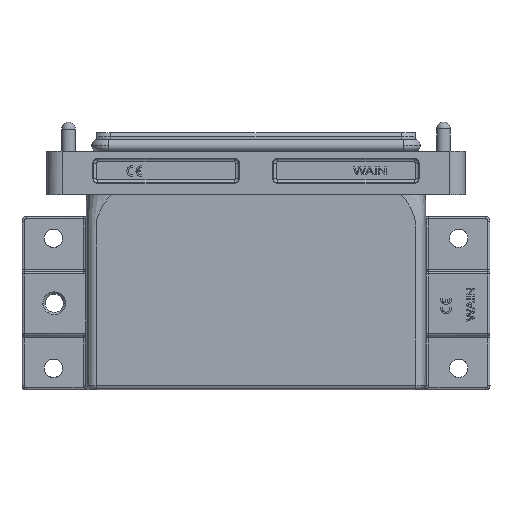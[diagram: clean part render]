
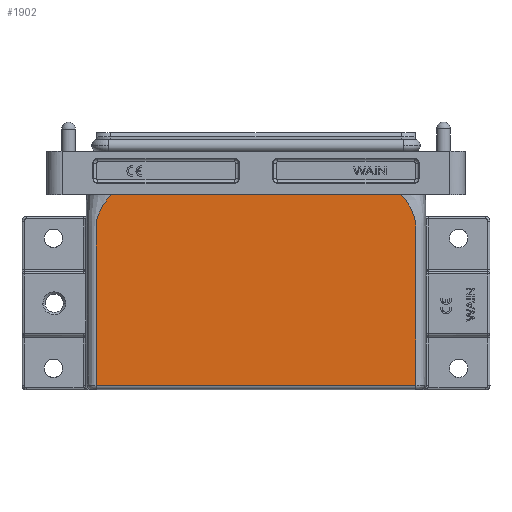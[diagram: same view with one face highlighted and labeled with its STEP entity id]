
A CAD part, top view. The second image highlights one B-rep face of the part: STEP entity #1902.
In plain terms, the highlighted planar face has unit normal (0, 0, 1).
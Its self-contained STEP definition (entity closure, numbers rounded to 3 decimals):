
#871=FACE_OUTER_BOUND('',#6826,.T.);
#1902=ADVANCED_FACE('NONE',(#871),#2952,.T.);
#2952=PLANE('',#19429);
#4067=LINE('',#30457,#5382);
#4068=LINE('',#30458,#5383);
#5382=VECTOR('',#21306,1.);
#5383=VECTOR('',#21307,1.);
#6826=EDGE_LOOP('',(#8635,#8636,#8637,#8638,#8639));
#8635=ORIENTED_EDGE('',*,*,#16017,.T.);
#8636=ORIENTED_EDGE('',*,*,#16019,.T.);
#8637=ORIENTED_EDGE('',*,*,#16012,.T.);
#8638=ORIENTED_EDGE('',*,*,#16020,.T.);
#8639=ORIENTED_EDGE('',*,*,#16021,.F.);
#14086=VERTEX_POINT('',#30041);
#14087=VERTEX_POINT('',#30042);
#14089=VERTEX_POINT('',#30240);
#14090=VERTEX_POINT('',#30276);
#14091=VERTEX_POINT('',#30459);
#16012=EDGE_CURVE('NONE',#14086,#14087,#18454,.T.);
#16017=EDGE_CURVE('NONE',#14090,#14089,#18457,.T.);
#16019=EDGE_CURVE('NONE',#14089,#14086,#4067,.T.);
#16020=EDGE_CURVE('NONE',#14087,#14091,#4068,.T.);
#16021=EDGE_CURVE('NONE',#14090,#14091,#18459,.T.);
#18454=B_SPLINE_CURVE_WITH_KNOTS('',3,(#30002,#30003,#30004,#30005,#30006,
#30007,#30008,#30009,#30010,#30011,#30012,#30013,#30014,#30015,#30016,#30017,
#30018,#30019,#30020,#30021,#30022,#30023,#30024,#30025,#30026,#30027,#30028,
#30029,#30030,#30031,#30032,#30033,#30034,#30035,#30036,#30037,#30038,#30039,
#30040),.UNSPECIFIED.,.F.,.F.,(4,1,1,1,1,1,1,1,1,2,2,1,1,1,1,1,2,2,1,2,
2,2,2,1,2,2,4),(0.,0.25,0.375,0.437,
0.469,0.484,0.492,0.496,
0.498,0.499,0.5,0.562,
0.594,0.609,0.617,0.621,
0.623,0.625,0.633,0.637,
0.641,0.656,0.687,0.719,
0.734,0.75,1.),.UNSPECIFIED.);
#18457=B_SPLINE_CURVE_WITH_KNOTS('',3,(#30241,#30242,#30243,#30244,#30245,
#30246,#30247,#30248,#30249,#30250,#30251,#30252,#30253,#30254,#30255,#30256,
#30257,#30258,#30259,#30260,#30261,#30262,#30263,#30264,#30265,#30266,#30267,
#30268,#30269,#30270,#30271,#30272,#30273,#30274,#30275),.UNSPECIFIED.,
 .F.,.F.,(4,1,1,1,2,2,2,1,2,2,1,1,1,2,2,1,1,1,1,1,1,2,2,4),(0.,0.125,
0.188,0.219,0.234,0.25,
0.313,0.328,0.336,0.344,
0.359,0.367,0.371,0.373,
0.375,0.438,0.469,0.484,
0.492,0.496,0.498,0.499,
0.5,1.),.UNSPECIFIED.);
#18459=B_SPLINE_CURVE_WITH_KNOTS('',3,(#30460,#30461,#30462,#30463),
 .UNSPECIFIED.,.F.,.F.,(4,4),(0.,1.),.UNSPECIFIED.);
#19429=AXIS2_PLACEMENT_3D('',#30464,#21308,#21309);
#21306=DIRECTION('',(1.,0.,0.));
#21307=DIRECTION('',(-1.,0.,0.));
#21308=DIRECTION('',(0.,0.,1.));
#21309=DIRECTION('',(1.,0.,0.));
#30002=CARTESIAN_POINT('',(73.837,2.,29.));
#30003=CARTESIAN_POINT('',(73.837,12.094,29.));
#30004=CARTESIAN_POINT('',(73.837,27.829,29.));
#30005=CARTESIAN_POINT('',(73.837,47.225,29.));
#30006=CARTESIAN_POINT('',(73.837,57.182,29.));
#30007=CARTESIAN_POINT('',(73.837,62.226,29.));
#30008=CARTESIAN_POINT('',(73.837,64.764,29.));
#30009=CARTESIAN_POINT('',(73.837,66.037,29.));
#30010=CARTESIAN_POINT('',(73.837,66.675,29.));
#30011=CARTESIAN_POINT('',(73.837,66.994,29.));
#30012=CARTESIAN_POINT('',(73.837,67.131,29.));
#30013=CARTESIAN_POINT('',(73.837,67.222,29.));
#30014=CARTESIAN_POINT('',(73.837,67.297,29.));
#30015=CARTESIAN_POINT('',(73.837,68.362,29.));
#30016=CARTESIAN_POINT('',(73.837,69.935,29.));
#30017=CARTESIAN_POINT('',(73.836,71.771,29.));
#30018=CARTESIAN_POINT('',(73.836,72.689,29.));
#30019=CARTESIAN_POINT('',(73.836,73.148,29.));
#30020=CARTESIAN_POINT('',(73.836,73.377,29.));
#30021=CARTESIAN_POINT('',(73.836,73.476,29.));
#30022=CARTESIAN_POINT('',(73.836,73.541,29.));
#30023=CARTESIAN_POINT('',(73.836,73.606,29.));
#30024=CARTESIAN_POINT('',(73.836,73.61,29.));
#30025=CARTESIAN_POINT('',(73.837,73.692,29.));
#30026=CARTESIAN_POINT('',(73.837,73.888,29.));
#30027=CARTESIAN_POINT('',(73.837,74.045,29.));
#30028=CARTESIAN_POINT('',(73.838,74.178,29.));
#30029=CARTESIAN_POINT('',(73.838,74.484,29.));
#30030=CARTESIAN_POINT('',(73.838,74.639,29.));
#30031=CARTESIAN_POINT('',(73.831,75.232,29.));
#30032=CARTESIAN_POINT('',(73.819,75.56,29.));
#30033=CARTESIAN_POINT('',(73.759,76.367,29.));
#30034=CARTESIAN_POINT('',(73.692,76.973,29.));
#30035=CARTESIAN_POINT('',(73.592,77.58,29.));
#30036=CARTESIAN_POINT('',(73.518,77.985,29.));
#30037=CARTESIAN_POINT('',(73.486,78.149,29.));
#30038=CARTESIAN_POINT('',(72.586,82.26,29.));
#30039=CARTESIAN_POINT('',(70.408,86.13,29.));
#30040=CARTESIAN_POINT('',(66.897,90.,29.));
#30041=CARTESIAN_POINT('',(73.837,2.,29.));
#30042=CARTESIAN_POINT('',(66.897,90.,29.));
#30240=CARTESIAN_POINT('',(-73.837,2.,29.));
#30241=CARTESIAN_POINT('',(-66.897,90.,29.));
#30242=CARTESIAN_POINT('',(-68.645,88.074,29.));
#30243=CARTESIAN_POINT('',(-70.771,85.184,29.));
#30244=CARTESIAN_POINT('',(-72.385,81.813,29.));
#30245=CARTESIAN_POINT('',(-72.976,80.128,29.));
#30246=CARTESIAN_POINT('',(-73.182,79.405,29.));
#30247=CARTESIAN_POINT('',(-73.31,78.924,29.));
#30248=CARTESIAN_POINT('',(-73.377,78.643,29.));
#30249=CARTESIAN_POINT('',(-73.6,77.639,29.));
#30250=CARTESIAN_POINT('',(-73.732,76.71,29.));
#30251=CARTESIAN_POINT('',(-73.799,75.851,29.));
#30252=CARTESIAN_POINT('',(-73.815,75.581,29.));
#30253=CARTESIAN_POINT('',(-73.825,75.29,29.));
#30254=CARTESIAN_POINT('',(-73.831,75.092,29.));
#30255=CARTESIAN_POINT('',(-73.833,74.945,29.));
#30256=CARTESIAN_POINT('',(-73.836,74.775,29.));
#30257=CARTESIAN_POINT('',(-73.837,74.536,29.));
#30258=CARTESIAN_POINT('',(-73.838,74.136,29.));
#30259=CARTESIAN_POINT('',(-73.837,73.905,29.));
#30260=CARTESIAN_POINT('',(-73.837,73.8,29.));
#30261=CARTESIAN_POINT('',(-73.837,73.728,29.));
#30262=CARTESIAN_POINT('',(-73.837,73.657,29.));
#30263=CARTESIAN_POINT('',(-73.837,73.583,29.));
#30264=CARTESIAN_POINT('',(-73.837,72.74,29.));
#30265=CARTESIAN_POINT('',(-73.837,70.468,29.));
#30266=CARTESIAN_POINT('',(-73.837,69.01,29.));
#30267=CARTESIAN_POINT('',(-73.837,68.201,29.));
#30268=CARTESIAN_POINT('',(-73.837,67.776,29.));
#30269=CARTESIAN_POINT('',(-73.837,67.559,29.));
#30270=CARTESIAN_POINT('',(-73.837,67.464,29.));
#30271=CARTESIAN_POINT('',(-73.837,67.401,29.));
#30272=CARTESIAN_POINT('',(-73.837,67.339,29.));
#30273=CARTESIAN_POINT('',(-73.837,66.586,29.));
#30274=CARTESIAN_POINT('',(-73.837,44.806,29.));
#30275=CARTESIAN_POINT('',(-73.837,2.,29.));
#30276=CARTESIAN_POINT('',(-66.897,90.,29.));
#30457=CARTESIAN_POINT('',(-78.5,2.,29.));
#30458=CARTESIAN_POINT('',(-78.5,90.,29.));
#30459=CARTESIAN_POINT('',(-65.,90.,29.));
#30460=CARTESIAN_POINT('',(-66.897,90.,29.));
#30461=CARTESIAN_POINT('',(-66.265,90.,29.));
#30462=CARTESIAN_POINT('',(-65.632,90.,29.));
#30463=CARTESIAN_POINT('',(-65.,90.,29.));
#30464=CARTESIAN_POINT('',(-78.5,0.,29.));
